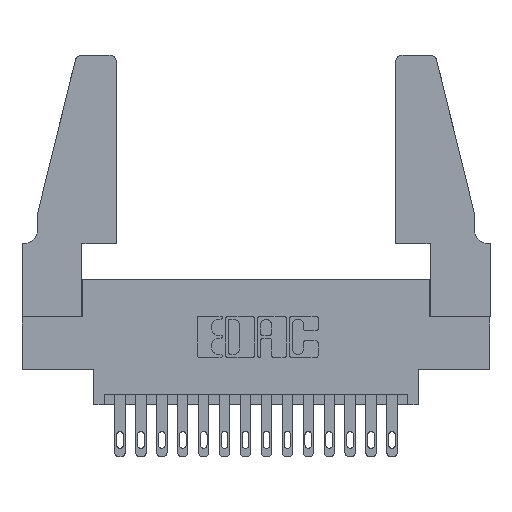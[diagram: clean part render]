
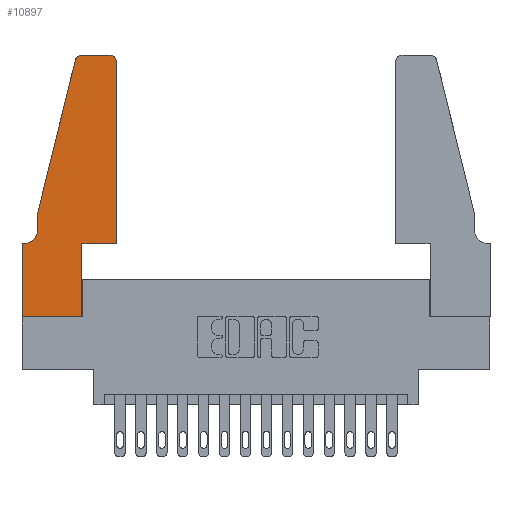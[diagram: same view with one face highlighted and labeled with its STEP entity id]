
A CAD part, top view. The second image highlights one B-rep face of the part: STEP entity #10897.
In plain terms, the highlighted planar face has unit normal (0, 0, 1).
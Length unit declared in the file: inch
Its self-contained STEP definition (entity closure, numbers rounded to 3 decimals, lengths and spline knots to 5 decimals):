
#39 = DIRECTION ( 'NONE',  ( 0., 0., 1. ) ) ;
#116 = CARTESIAN_POINT ( 'NONE',  ( 0., 0.35, 0.37 ) ) ;
#295 = DIRECTION ( 'NONE',  ( 0., -1., 0. ) ) ;
#307 = VERTEX_POINT ( 'NONE', #8504 ) ;
#494 = DIRECTION ( 'NONE',  ( 0., 0., 1. ) ) ;
#644 = AXIS2_PLACEMENT_3D ( 'NONE', #116, #1486, #6451 ) ;
#871 = VERTEX_POINT ( 'NONE', #12627 ) ;
#999 = EDGE_CURVE ( 'NONE', #15513, #16254, #6937, .T. ) ;
#1019 = AXIS2_PLACEMENT_3D ( 'NONE', #5617, #16220, #4250 ) ;
#1055 = ORIENTED_EDGE ( 'NONE', *, *, #2875, .T. ) ;
#1152 = ORIENTED_EDGE ( 'NONE', *, *, #8695, .T. ) ;
#1191 = CARTESIAN_POINT ( 'NONE',  ( 0., 0., 0.37 ) ) ;
#1252 = ORIENTED_EDGE ( 'NONE', *, *, #15074, .T. ) ;
#1437 = EDGE_CURVE ( 'NONE', #307, #3214, #7558, .T. ) ;
#1486 = DIRECTION ( 'NONE',  ( 0., 0., 1. ) ) ;
#1629 = VERTEX_POINT ( 'NONE', #5069 ) ;
#1898 = ORIENTED_EDGE ( 'NONE', *, *, #9531, .T. ) ;
#2103 = CARTESIAN_POINT ( 'NONE',  ( 0.0755, 0.42, 0.37 ) ) ;
#2588 = CARTESIAN_POINT ( 'NONE',  ( 0.4505, 1.22, 0.37 ) ) ;
#2669 = LINE ( 'NONE', #10388, #5957 ) ;
#2875 = EDGE_CURVE ( 'NONE', #7462, #11719, #11880, .T. ) ;
#3131 = EDGE_CURVE ( 'NONE', #11719, #10789, #3277, .T. ) ;
#3214 = VERTEX_POINT ( 'NONE', #5250 ) ;
#3277 = LINE ( 'NONE', #10517, #3695 ) ;
#3658 = FACE_OUTER_BOUND ( 'NONE', #6873, .T. ) ;
#3695 = VECTOR ( 'NONE', #15832, 39.37008 ) ;
#3743 = ORIENTED_EDGE ( 'NONE', *, *, #3131, .T. ) ;
#3987 = DIRECTION ( 'NONE',  ( 1., 0., 0. ) ) ;
#4134 = LINE ( 'NONE', #11796, #4302 ) ;
#4250 = DIRECTION ( 'NONE',  ( -1., 0., 0. ) ) ;
#4295 = EDGE_CURVE ( 'NONE', #12014, #1629, #14552, .T. ) ;
#4302 = VECTOR ( 'NONE', #3987, 39.37008 ) ;
#4349 = VECTOR ( 'NONE', #295, 39.37008 ) ;
#4422 = DIRECTION ( 'NONE',  ( 0., 1., 0. ) ) ;
#4469 = ORIENTED_EDGE ( 'NONE', *, *, #11325, .T. ) ;
#4487 = VECTOR ( 'NONE', #4422, 39.37008 ) ;
#4510 = DIRECTION ( 'NONE',  ( 1., 0., 0. ) ) ;
#4650 = AXIS2_PLACEMENT_3D ( 'NONE', #7875, #39, #13870 ) ;
#5069 = CARTESIAN_POINT ( 'NONE',  ( 0.0055, 0.35, 0.37 ) ) ;
#5250 = CARTESIAN_POINT ( 'NONE',  ( 0.2865, 0.35, 0.37 ) ) ;
#5550 = CARTESIAN_POINT ( 'NONE',  ( 0.0755, 0.5, 0.37 ) ) ;
#5569 = ORIENTED_EDGE ( 'NONE', *, *, #999, .T. ) ;
#5617 = CARTESIAN_POINT ( 'NONE',  ( 0.0055, 0.42, 0.37 ) ) ;
#5803 = AXIS2_PLACEMENT_3D ( 'NONE', #8407, #494, #4510 ) ;
#5957 = VECTOR ( 'NONE', #9890, 39.37008 ) ;
#6013 = CARTESIAN_POINT ( 'NONE',  ( 0.0755, 0.5, 0.37 ) ) ;
#6079 = DIRECTION ( 'NONE',  ( 0., -1., 0. ) ) ;
#6120 = VECTOR ( 'NONE', #6079, 39.37008 ) ;
#6127 = ORIENTED_EDGE ( 'NONE', *, *, #14696, .T. ) ;
#6433 = DIRECTION ( 'NONE',  ( 0., 1., 0. ) ) ;
#6451 = DIRECTION ( 'NONE',  ( 1., 0., 0. ) ) ;
#6817 = CARTESIAN_POINT ( 'NONE',  ( 0.2865, 0.35, 0.37 ) ) ;
#6873 = EDGE_LOOP ( 'NONE', ( #3743, #4469, #14062, #1252, #8552, #1898, #5569, #16888, #13387, #1152, #6127, #1055 ) ) ;
#6937 = LINE ( 'NONE', #11168, #6120 ) ;
#7194 = VECTOR ( 'NONE', #14258, 39.37008 ) ;
#7462 = VERTEX_POINT ( 'NONE', #2588 ) ;
#7558 = LINE ( 'NONE', #6817, #4487 ) ;
#7649 = LINE ( 'NONE', #14309, #15661 ) ;
#7875 = CARTESIAN_POINT ( 'NONE',  ( 0.4205, 1.22, 0.37 ) ) ;
#8055 = CARTESIAN_POINT ( 'NONE',  ( 0.284, 1.25, 0.37 ) ) ;
#8407 = CARTESIAN_POINT ( 'NONE',  ( 0.284, 1.22, 0.37 ) ) ;
#8504 = CARTESIAN_POINT ( 'NONE',  ( 0.2865, 0., 0.37 ) ) ;
#8552 = ORIENTED_EDGE ( 'NONE', *, *, #4295, .T. ) ;
#8621 = CARTESIAN_POINT ( 'NONE',  ( 0.4505, 0.35, 0.37 ) ) ;
#8695 = EDGE_CURVE ( 'NONE', #3214, #13546, #2669, .T. ) ;
#8791 = EDGE_CURVE ( 'NONE', #12229, #871, #14393, .T. ) ;
#9195 = CARTESIAN_POINT ( 'NONE',  ( 0.25487, 1.22718, 0.37 ) ) ;
#9531 = EDGE_CURVE ( 'NONE', #1629, #15513, #10657, .T. ) ;
#9890 = DIRECTION ( 'NONE',  ( 1., 0., 0. ) ) ;
#10388 = CARTESIAN_POINT ( 'NONE',  ( 0.4505, 0.35, 0.37 ) ) ;
#10517 = CARTESIAN_POINT ( 'NONE',  ( 0.2605, 1.25, 0.37 ) ) ;
#10657 = LINE ( 'NONE', #11573, #7194 ) ;
#10789 = VERTEX_POINT ( 'NONE', #8055 ) ;
#10897 = ADVANCED_FACE ( 'NONE', ( #3658 ), #15670, .T. ) ;
#11168 = CARTESIAN_POINT ( 'NONE',  ( 0., 0., 0.37 ) ) ;
#11325 = EDGE_CURVE ( 'NONE', #10789, #12229, #14525, .T. ) ;
#11573 = CARTESIAN_POINT ( 'NONE',  ( 0.0755, 0.35, 0.37 ) ) ;
#11719 = VERTEX_POINT ( 'NONE', #12857 ) ;
#11796 = CARTESIAN_POINT ( 'NONE',  ( 0., 0., 0.37 ) ) ;
#11880 = CIRCLE ( 'NONE', #4650, 0.03 ) ;
#12014 = VERTEX_POINT ( 'NONE', #2103 ) ;
#12229 = VERTEX_POINT ( 'NONE', #9195 ) ;
#12627 = CARTESIAN_POINT ( 'NONE',  ( 0.0755, 0.5, 0.37 ) ) ;
#12857 = CARTESIAN_POINT ( 'NONE',  ( 0.4205, 1.25, 0.37 ) ) ;
#13387 = ORIENTED_EDGE ( 'NONE', *, *, #1437, .T. ) ;
#13546 = VERTEX_POINT ( 'NONE', #8621 ) ;
#13870 = DIRECTION ( 'NONE',  ( 1., 0., 0. ) ) ;
#13958 = VECTOR ( 'NONE', #16707, 39.37008 ) ;
#14062 = ORIENTED_EDGE ( 'NONE', *, *, #8791, .T. ) ;
#14250 = CARTESIAN_POINT ( 'NONE',  ( 0., 0.35, 0.37 ) ) ;
#14258 = DIRECTION ( 'NONE',  ( -1., 0., 0. ) ) ;
#14309 = CARTESIAN_POINT ( 'NONE',  ( 0.4505, 0.35, 0.37 ) ) ;
#14393 = LINE ( 'NONE', #6013, #13958 ) ;
#14416 = LINE ( 'NONE', #5550, #4349 ) ;
#14525 = CIRCLE ( 'NONE', #5803, 0.03 ) ;
#14552 = CIRCLE ( 'NONE', #1019, 0.07 ) ;
#14696 = EDGE_CURVE ( 'NONE', #13546, #7462, #7649, .T. ) ;
#15074 = EDGE_CURVE ( 'NONE', #871, #12014, #14416, .T. ) ;
#15513 = VERTEX_POINT ( 'NONE', #14250 ) ;
#15613 = EDGE_CURVE ( 'NONE', #16254, #307, #4134, .T. ) ;
#15661 = VECTOR ( 'NONE', #6433, 39.37008 ) ;
#15670 = PLANE ( 'NONE',  #644 ) ;
#15832 = DIRECTION ( 'NONE',  ( -1., 0., 0. ) ) ;
#16220 = DIRECTION ( 'NONE',  ( 0., 0., -1. ) ) ;
#16254 = VERTEX_POINT ( 'NONE', #1191 ) ;
#16707 = DIRECTION ( 'NONE',  ( -0.239, -0.971, 0. ) ) ;
#16888 = ORIENTED_EDGE ( 'NONE', *, *, #15613, .T. ) ;
